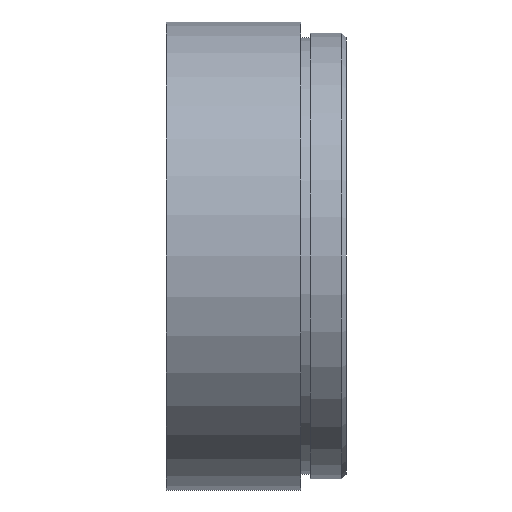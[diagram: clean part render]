
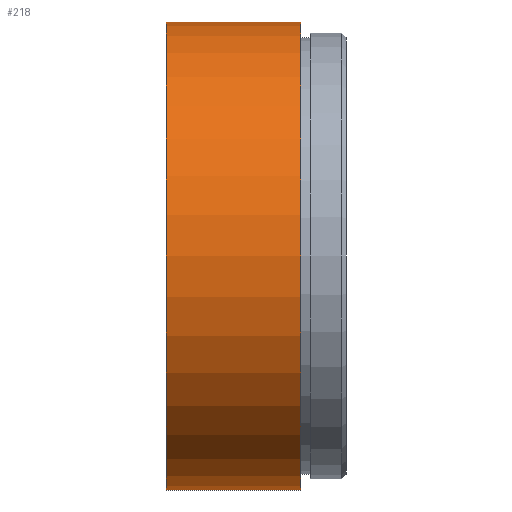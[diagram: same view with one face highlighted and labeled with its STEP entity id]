
A CAD part, front view. The second image highlights one B-rep face of the part: STEP entity #218.
In plain terms, the highlighted cylindrical face has radius 26 mm (diameter 52 mm), a partial arc.
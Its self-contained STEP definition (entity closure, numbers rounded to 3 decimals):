
#17 = CARTESIAN_POINT ( 'NONE',  ( 10., 0., 0. ) ) ;
#29 = EDGE_LOOP ( 'NONE', ( #124, #908, #861, #409 ) ) ;
#56 = EDGE_CURVE ( 'NONE', #296, #570, #678, .T. ) ;
#76 = AXIS2_PLACEMENT_3D ( 'NONE', #497, #941, #110 ) ;
#110 = DIRECTION ( 'NONE',  ( 0., 0., 1. ) ) ;
#123 = VECTOR ( 'NONE', #560, 1000. ) ;
#124 = ORIENTED_EDGE ( 'NONE', *, *, #307, .F. ) ;
#136 = CARTESIAN_POINT ( 'NONE',  ( 10., 0., -26. ) ) ;
#179 = CIRCLE ( 'NONE', #732, 26. ) ;
#190 = DIRECTION ( 'NONE',  ( -1., 0., 0. ) ) ;
#191 = EDGE_CURVE ( 'NONE', #570, #795, #413, .T. ) ;
#214 = LINE ( 'NONE', #582, #823 ) ;
#218 = ADVANCED_FACE ( 'NONE', ( #793 ), #336, .T. ) ;
#296 = VERTEX_POINT ( 'NONE', #136 ) ;
#307 = EDGE_CURVE ( 'NONE', #296, #311, #214, .T. ) ;
#311 = VERTEX_POINT ( 'NONE', #365 ) ;
#326 = DIRECTION ( 'NONE',  ( 0., 0., 1. ) ) ;
#336 = CYLINDRICAL_SURFACE ( 'NONE', #76, 26. ) ;
#365 = CARTESIAN_POINT ( 'NONE',  ( -5., 0., -26. ) ) ;
#409 = ORIENTED_EDGE ( 'NONE', *, *, #708, .F. ) ;
#413 = LINE ( 'NONE', #574, #123 ) ;
#477 = DIRECTION ( 'NONE',  ( -1., 0., 0. ) ) ;
#489 = DIRECTION ( 'NONE',  ( 0., 0., 1. ) ) ;
#497 = CARTESIAN_POINT ( 'NONE',  ( 0., 0., 0. ) ) ;
#560 = DIRECTION ( 'NONE',  ( -1., 0., 0. ) ) ;
#570 = VERTEX_POINT ( 'NONE', #928 ) ;
#574 = CARTESIAN_POINT ( 'NONE',  ( 0., 0., 26. ) ) ;
#582 = CARTESIAN_POINT ( 'NONE',  ( 0., 0., -26. ) ) ;
#678 = CIRCLE ( 'NONE', #696, 26. ) ;
#691 = CARTESIAN_POINT ( 'NONE',  ( -5., 0., 26. ) ) ;
#696 = AXIS2_PLACEMENT_3D ( 'NONE', #17, #477, #326 ) ;
#708 = EDGE_CURVE ( 'NONE', #311, #795, #179, .T. ) ;
#732 = AXIS2_PLACEMENT_3D ( 'NONE', #872, #190, #489 ) ;
#742 = DIRECTION ( 'NONE',  ( -1., 0., 0. ) ) ;
#793 = FACE_OUTER_BOUND ( 'NONE', #29, .T. ) ;
#795 = VERTEX_POINT ( 'NONE', #691 ) ;
#823 = VECTOR ( 'NONE', #742, 1000. ) ;
#861 = ORIENTED_EDGE ( 'NONE', *, *, #191, .T. ) ;
#872 = CARTESIAN_POINT ( 'NONE',  ( -5., 0., 0. ) ) ;
#908 = ORIENTED_EDGE ( 'NONE', *, *, #56, .T. ) ;
#928 = CARTESIAN_POINT ( 'NONE',  ( 10., 0., 26. ) ) ;
#941 = DIRECTION ( 'NONE',  ( -1., 0., 0. ) ) ;
